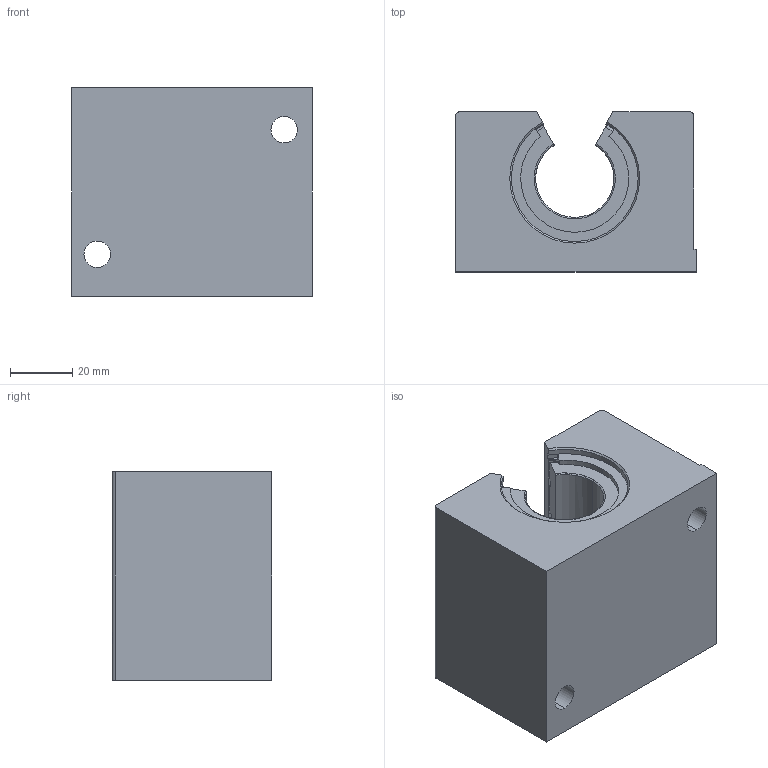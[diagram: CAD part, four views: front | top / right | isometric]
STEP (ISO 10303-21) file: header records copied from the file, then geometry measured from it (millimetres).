
FILE_DESCRIPTION (( 'STEP AP214' ), '1' );
FILE_NAME ('PillowBlock_3C425CF90A.step', '2022-07-12T15:11:41', ( '' ), ( '' ), 'SwSTEP 2.0', 'SolidWorks 2019', '' );
FILE_SCHEMA (( 'AUTOMOTIVE_DESIGN' ));
Length unit declared in the file: inch
Products named in the file (3): h14QbgEG12_CADModel_0; PillowBlock_3C425CF90A
Assembly tree (1 placements, depth 2):
  PillowBlock_3C425CF90A
    h14QbgEG12_CADModel_0
  h14QbgEG12_CADModel_0
Bounding box: 77.19 x 51.26 x 67.01 mm (x, y, z)
Volume: 197555.6 mm3; surface area: 57421.8 mm2
Topology: 8 solids, 8 shells, 211 faces, 569 edges, 364 vertices
Faces by surface type: cylinder 100, cone 49, plane 48, torus 10, bspline 4
Entity records: 10300 total; most frequent: CARTESIAN_POINT 2031, DIRECTION 1161, ORIENTED_EDGE 1130, EDGE_CURVE 565, AXIS2_PLACEMENT_3D 458, VERTEX_POINT 364, CIRCLE 246, LINE 245
